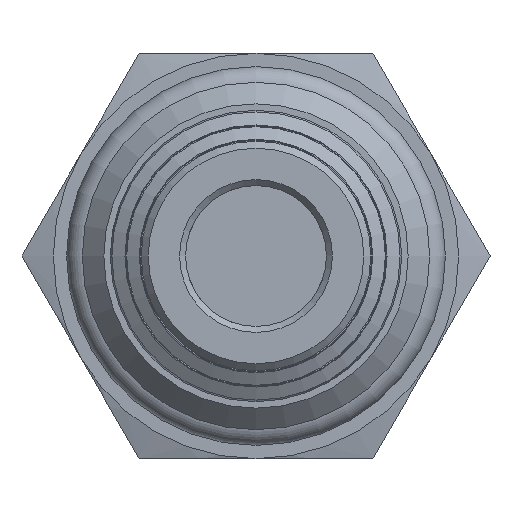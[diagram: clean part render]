
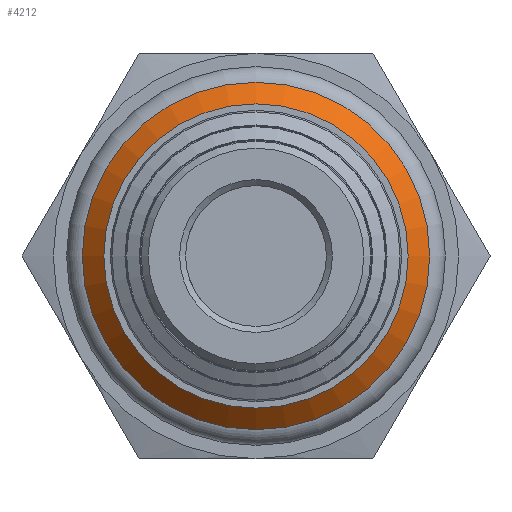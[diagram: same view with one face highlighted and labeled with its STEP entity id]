
A CAD part, front view. The second image highlights one B-rep face of the part: STEP entity #4212.
In plain terms, the highlighted conical face has half-angle 45 degrees and reference radius 8.934 mm.
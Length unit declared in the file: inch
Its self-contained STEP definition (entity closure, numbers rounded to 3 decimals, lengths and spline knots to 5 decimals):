
#4178=CARTESIAN_POINT('',(-0.375,-0.7045,0.0));
#4179=VERTEX_POINT('',#4178);
#4180=CARTESIAN_POINT('',(0.0,-0.7045,0.0));
#4181=DIRECTION('',(0.0,1.0,0.0));
#4182=DIRECTION('',(-1.0,0.0,0.0));
#4183=AXIS2_PLACEMENT_3D('',#4180,#4181,#4182);
#4184=CIRCLE('',#4183,0.375);
#4185=EDGE_CURVE('',#4179,#4179,#4184,.T.);
#4193=CARTESIAN_POINT('',(0.0,-0.72775,0.0));
#4194=DIRECTION('',(0.0,1.0,0.0));
#4195=DIRECTION('',(-1.0,0.0,0.0));
#4196=AXIS2_PLACEMENT_3D('',#4193,#4194,#4195);
#4197=CONICAL_SURFACE('',#4196,0.35175,45.);
#4198=CARTESIAN_POINT('',(-0.3285,-0.751,0.0));
#4199=VERTEX_POINT('',#4198);
#4200=CARTESIAN_POINT('',(0.0,-0.751,0.0));
#4201=DIRECTION('',(0.0,1.0,0.0));
#4202=DIRECTION('',(-1.0,0.0,0.0));
#4203=AXIS2_PLACEMENT_3D('',#4200,#4201,#4202);
#4204=CIRCLE('',#4203,0.3285);
#4205=EDGE_CURVE('',#4199,#4199,#4204,.T.);
#4206=ORIENTED_EDGE('',*,*,#4205,.T.);
#4207=EDGE_LOOP('',(#4206));
#4208=FACE_OUTER_BOUND('',#4207,.T.);
#4209=ORIENTED_EDGE('',*,*,#4185,.F.);
#4210=EDGE_LOOP('',(#4209));
#4211=FACE_BOUND('',#4210,.T.);
#4212=ADVANCED_FACE('',(#4208,#4211),#4197,.T.);
